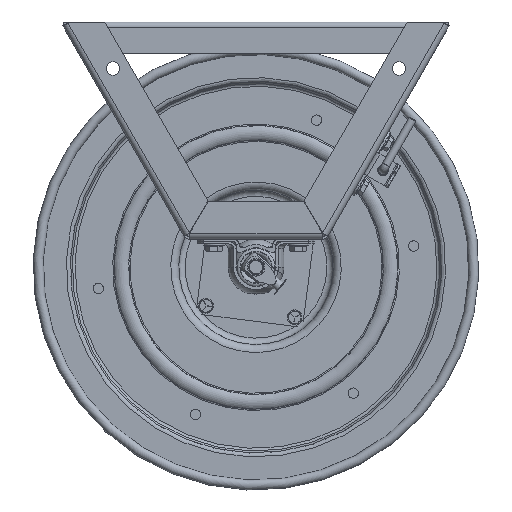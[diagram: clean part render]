
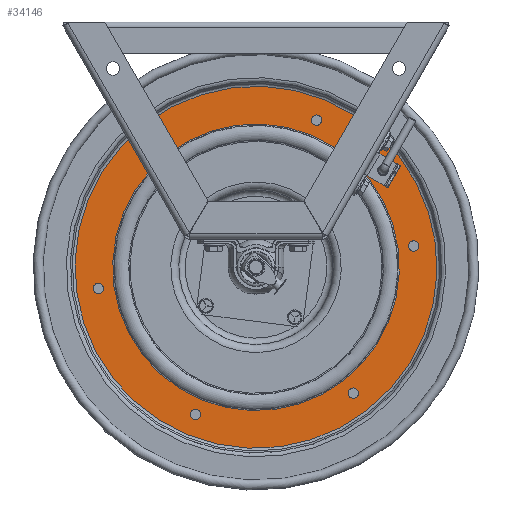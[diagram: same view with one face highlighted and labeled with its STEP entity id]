
A CAD part, front view. The second image highlights one B-rep face of the part: STEP entity #34146.
In plain terms, the highlighted planar face has unit normal (0, -1, 0).
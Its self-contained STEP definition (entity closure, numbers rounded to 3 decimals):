
#2152=FACE_BOUND('',#5685,.T.);
#2153=FACE_BOUND('',#5686,.T.);
#2154=FACE_BOUND('',#5687,.T.);
#2155=FACE_BOUND('',#5688,.T.);
#2156=FACE_BOUND('',#5689,.T.);
#2157=FACE_BOUND('',#5690,.T.);
#2158=FACE_BOUND('',#5691,.T.);
#2708=PLANE('',#36659);
#3966=FACE_OUTER_BOUND('',#5684,.T.);
#5684=EDGE_LOOP('',(#28955,#28956));
#5685=EDGE_LOOP('',(#28957,#28958));
#5686=EDGE_LOOP('',(#28959));
#5687=EDGE_LOOP('',(#28960));
#5688=EDGE_LOOP('',(#28961));
#5689=EDGE_LOOP('',(#28962));
#5690=EDGE_LOOP('',(#28963));
#5691=EDGE_LOOP('',(#28964));
#12256=CIRCLE('',#36656,5.667);
#12258=CIRCLE('',#36658,5.667);
#12259=CIRCLE('',#36660,7.159);
#12260=CIRCLE('',#36661,7.159);
#12261=CIRCLE('',#36662,0.205);
#12262=CIRCLE('',#36663,0.205);
#12263=CIRCLE('',#36664,0.205);
#12264=CIRCLE('',#36665,0.205);
#12265=CIRCLE('',#36666,0.205);
#12266=CIRCLE('',#36667,0.205);
#15889=VERTEX_POINT('',#66577);
#15890=VERTEX_POINT('',#66578);
#15891=VERTEX_POINT('',#66583);
#15892=VERTEX_POINT('',#66584);
#15893=VERTEX_POINT('',#66587);
#15894=VERTEX_POINT('',#66589);
#15895=VERTEX_POINT('',#66591);
#15896=VERTEX_POINT('',#66593);
#15897=VERTEX_POINT('',#66595);
#15898=VERTEX_POINT('',#66597);
#21017=EDGE_CURVE('',#15889,#15890,#12256,.T.);
#21019=EDGE_CURVE('',#15890,#15889,#12258,.T.);
#21020=EDGE_CURVE('',#15891,#15892,#12259,.T.);
#21021=EDGE_CURVE('',#15892,#15891,#12260,.T.);
#21022=EDGE_CURVE('',#15893,#15893,#12261,.T.);
#21023=EDGE_CURVE('',#15894,#15894,#12262,.T.);
#21024=EDGE_CURVE('',#15895,#15895,#12263,.T.);
#21025=EDGE_CURVE('',#15896,#15896,#12264,.T.);
#21026=EDGE_CURVE('',#15897,#15897,#12265,.T.);
#21027=EDGE_CURVE('',#15898,#15898,#12266,.T.);
#28955=ORIENTED_EDGE('',*,*,#21020,.T.);
#28956=ORIENTED_EDGE('',*,*,#21021,.T.);
#28957=ORIENTED_EDGE('',*,*,#21017,.F.);
#28958=ORIENTED_EDGE('',*,*,#21019,.F.);
#28959=ORIENTED_EDGE('',*,*,#21022,.T.);
#28960=ORIENTED_EDGE('',*,*,#21023,.T.);
#28961=ORIENTED_EDGE('',*,*,#21024,.T.);
#28962=ORIENTED_EDGE('',*,*,#21025,.T.);
#28963=ORIENTED_EDGE('',*,*,#21026,.T.);
#28964=ORIENTED_EDGE('',*,*,#21027,.T.);
#34146=ADVANCED_FACE('',(#3966,#2152,#2153,#2154,#2155,#2156,#2157,#2158),
#2708,.T.);
#36656=AXIS2_PLACEMENT_3D('',#66579,#43211,#43212);
#36658=AXIS2_PLACEMENT_3D('',#66581,#43215,#43216);
#36659=AXIS2_PLACEMENT_3D('',#66582,#43217,#43218);
#36660=AXIS2_PLACEMENT_3D('',#66585,#43219,#43220);
#36661=AXIS2_PLACEMENT_3D('',#66586,#43221,#43222);
#36662=AXIS2_PLACEMENT_3D('',#66588,#43223,#43224);
#36663=AXIS2_PLACEMENT_3D('',#66590,#43225,#43226);
#36664=AXIS2_PLACEMENT_3D('',#66592,#43227,#43228);
#36665=AXIS2_PLACEMENT_3D('',#66594,#43229,#43230);
#36666=AXIS2_PLACEMENT_3D('',#66596,#43231,#43232);
#36667=AXIS2_PLACEMENT_3D('',#66598,#43233,#43234);
#43211=DIRECTION('center_axis',(0.,-1.,0.));
#43212=DIRECTION('ref_axis',(0.792,0.,0.611));
#43215=DIRECTION('center_axis',(0.,-1.,0.));
#43216=DIRECTION('ref_axis',(0.792,0.,0.611));
#43217=DIRECTION('center_axis',(0.,-1.,0.));
#43218=DIRECTION('ref_axis',(0.611,0.,-0.792));
#43219=DIRECTION('center_axis',(0.,-1.,0.));
#43220=DIRECTION('ref_axis',(0.792,0.,0.611));
#43221=DIRECTION('center_axis',(0.,-1.,0.));
#43222=DIRECTION('ref_axis',(0.792,0.,0.611));
#43223=DIRECTION('center_axis',(0.,1.,0.));
#43224=DIRECTION('ref_axis',(-0.792,0.,-0.611));
#43225=DIRECTION('center_axis',(0.,1.,0.));
#43226=DIRECTION('ref_axis',(-0.925,0.,0.38));
#43227=DIRECTION('center_axis',(0.,1.,0.));
#43228=DIRECTION('ref_axis',(-0.133,0.,0.991));
#43229=DIRECTION('center_axis',(0.,1.,0.));
#43230=DIRECTION('ref_axis',(0.792,0.,0.611));
#43231=DIRECTION('center_axis',(0.,1.,0.));
#43232=DIRECTION('ref_axis',(0.925,0.,-0.38));
#43233=DIRECTION('center_axis',(0.,1.,0.));
#43234=DIRECTION('ref_axis',(0.133,0.,-0.991));
#66577=CARTESIAN_POINT('',(4.486,-4.123,3.453));
#66578=CARTESIAN_POINT('',(-3.463,-4.123,4.476));
#66579=CARTESIAN_POINT('Origin',(0.,-4.123,
-0.01));
#66581=CARTESIAN_POINT('Origin',(0.,-4.123,
-0.01));
#66582=CARTESIAN_POINT('Origin',(5.076,-4.123,3.909));
#66583=CARTESIAN_POINT('',(5.667,-4.123,4.365));
#66584=CARTESIAN_POINT('',(-4.375,-4.123,5.657));
#66585=CARTESIAN_POINT('Origin',(0.,-4.123,
-0.01));
#66586=CARTESIAN_POINT('Origin',(0.,-4.123,
-0.01));
#66587=CARTESIAN_POINT('',(-3.682,-4.123,5.094));
#66588=CARTESIAN_POINT('Origin',(-3.844,-4.123,4.969));
#66589=CARTESIAN_POINT('',(2.579,-4.123,5.73));
#66590=CARTESIAN_POINT('Origin',(2.39,-4.123,5.808));
#66591=CARTESIAN_POINT('',(6.261,-4.123,0.626));
#66592=CARTESIAN_POINT('Origin',(6.234,-4.123,0.83));
#66593=CARTESIAN_POINT('',(3.682,-4.123,-5.114));
#66594=CARTESIAN_POINT('Origin',(3.844,-4.123,-4.989));
#66595=CARTESIAN_POINT('',(-2.579,-4.123,-5.75));
#66596=CARTESIAN_POINT('Origin',(-2.39,-4.123,-5.828));
#66597=CARTESIAN_POINT('',(-6.261,-4.123,-0.646));
#66598=CARTESIAN_POINT('Origin',(-6.234,-4.123,-0.85));
